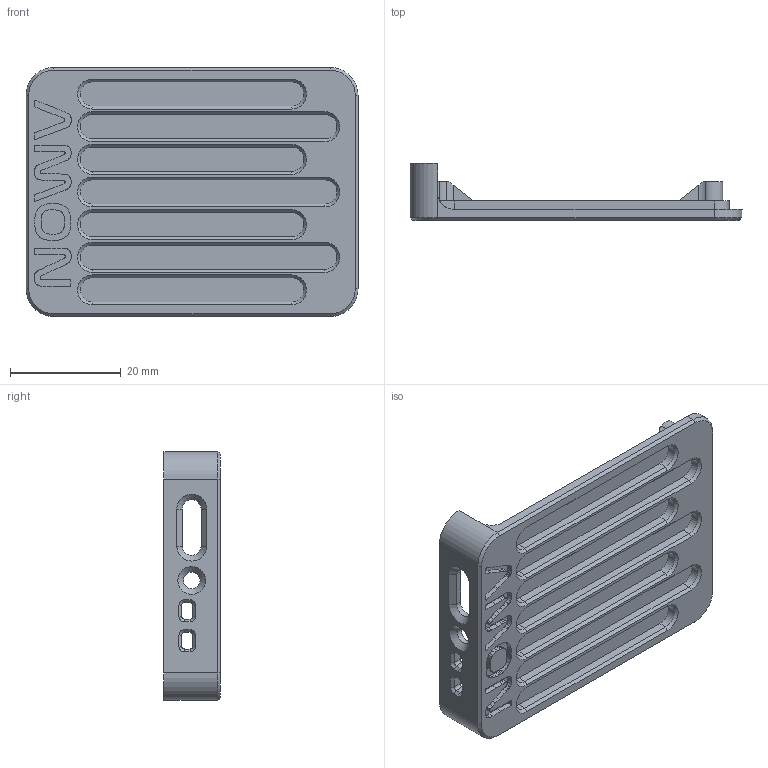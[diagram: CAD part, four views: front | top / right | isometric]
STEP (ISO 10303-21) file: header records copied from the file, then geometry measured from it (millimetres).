
FILE_DESCRIPTION(/* description */ (''),/* implementation_level */ '2;1');
FILE_NAME(/* name */ 'Case_top v27.step',/* time_stamp */ '2025-07-13T23:18:14+02:00',/* author */ (''),/* organization */ (''),/* preprocessor_version */ 'ST-DEVELOPER v20.1',/* originating_system */ 'Autodesk Translation Framework v14.10.0.0',/* authorisation */ '');
FILE_SCHEMA (('AUTOMOTIVE_DESIGN { 1 0 10303 214 3 1 1 }'));
Length unit declared in the file: millimetre
Products named in the file (1): Case_top
Bounding box: 60 x 10.3 x 45 mm (x, y, z)
Volume: 6836.8 mm3; surface area: 8216.6 mm2
Topology: 1 solids, 1 shells, 456 faces, 1256 edges, 819 vertices
Faces by surface type: cylinder 305, plane 122, cone 29
Full cylindrical faces by diameter (mm): 1.8 x4, 3 x1
Entity records: 14828 total; most frequent: DIRECTION 2821, CARTESIAN_POINT 2542, ORIENTED_EDGE 2512, EDGE_CURVE 1256, AXIS2_PLACEMENT_3D 1110, VERTEX_POINT 819, CIRCLE 643, LINE 601
